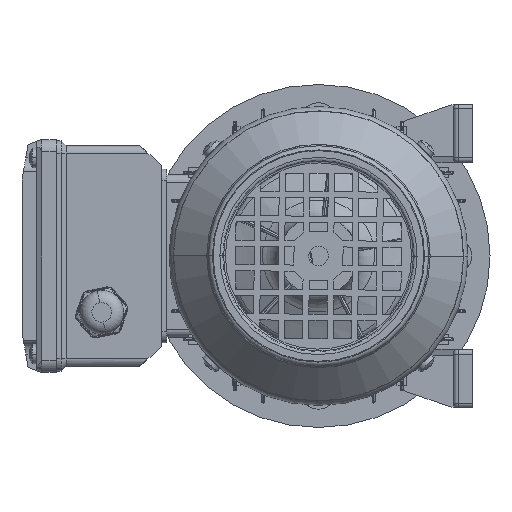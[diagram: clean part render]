
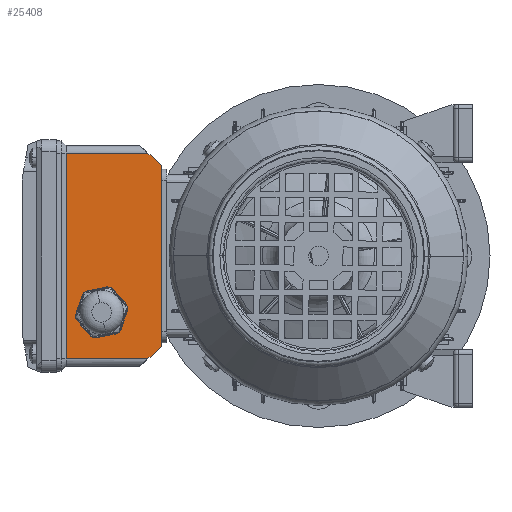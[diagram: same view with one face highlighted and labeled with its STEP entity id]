
A CAD part, left-side view. The second image highlights one B-rep face of the part: STEP entity #25408.
In plain terms, the highlighted face is planar.
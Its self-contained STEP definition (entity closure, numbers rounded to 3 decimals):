
#336 = VECTOR ( 'NONE', #35824, 1000. ) ;
#506 = ORIENTED_EDGE ( 'NONE', *, *, #35547, .T. ) ;
#1910 = ORIENTED_EDGE ( 'NONE', *, *, #124580, .F. ) ;
#1927 = ORIENTED_EDGE ( 'NONE', *, *, #48907, .F. ) ;
#2850 = VECTOR ( 'NONE', #13540, 1000. ) ;
#4225 = DIRECTION ( 'NONE',  ( 0.664, 0.747, 0. ) ) ;
#5845 = LINE ( 'NONE', #92908, #62900 ) ;
#6127 = CARTESIAN_POINT ( 'NONE',  ( 37., -45.5, -56.75 ) ) ;
#7792 = AXIS2_PLACEMENT_3D ( 'NONE', #56741, #98125, #37802 ) ;
#8090 = AXIS2_PLACEMENT_3D ( 'NONE', #23184, #70487, #100149 ) ;
#12733 = CARTESIAN_POINT ( 'NONE',  ( -42., -6.5, -56.75 ) ) ;
#13540 = DIRECTION ( 'NONE',  ( -1., 0., 0. ) ) ;
#17375 = VERTEX_POINT ( 'NONE', #12733 ) ;
#18247 = PLANE ( 'NONE',  #7792 ) ;
#22397 = LINE ( 'NONE', #60863, #2850 ) ;
#23184 = CARTESIAN_POINT ( 'NONE',  ( 23., -21., -56.75 ) ) ;
#24206 = CIRCLE ( 'NONE', #8090, 8. ) ;
#25408 = ADVANCED_FACE ( 'NONE', ( #47869, #80436 ), #18247, .F. ) ;
#26965 = CARTESIAN_POINT ( 'NONE',  ( 42., 0., -56.75 ) ) ;
#29229 = CARTESIAN_POINT ( 'NONE',  ( -37., -45.5, -56.75 ) ) ;
#30626 = EDGE_LOOP ( 'NONE', ( #111782, #506 ) ) ;
#33260 = EDGE_CURVE ( 'NONE', #36480, #102313, #60355, .T. ) ;
#35547 = EDGE_CURVE ( 'NONE', #120268, #37680, #24206, .T. ) ;
#35824 = DIRECTION ( 'NONE',  ( 0., -1., 0. ) ) ;
#35872 = VECTOR ( 'NONE', #4225, 1000. ) ;
#36036 = CARTESIAN_POINT ( 'NONE',  ( 15., -21., -56.75 ) ) ;
#36480 = VERTEX_POINT ( 'NONE', #6127 ) ;
#37680 = VERTEX_POINT ( 'NONE', #111366 ) ;
#37802 = DIRECTION ( 'NONE',  ( 1., 0., 0. ) ) ;
#38161 = EDGE_CURVE ( 'NONE', #109767, #102624, #5845, .T. ) ;
#40106 = ORIENTED_EDGE ( 'NONE', *, *, #80368, .T. ) ;
#40410 = ORIENTED_EDGE ( 'NONE', *, *, #121551, .T. ) ;
#43351 = LINE ( 'NONE', #63498, #99306 ) ;
#47869 = FACE_BOUND ( 'NONE', #30626, .T. ) ;
#48907 = EDGE_CURVE ( 'NONE', #64634, #17375, #22397, .T. ) ;
#53715 = DIRECTION ( 'NONE',  ( 1., 0., 0. ) ) ;
#56741 = CARTESIAN_POINT ( 'NONE',  ( 0., 0., -56.75 ) ) ;
#58205 = DIRECTION ( 'NONE',  ( 1., 0., 0. ) ) ;
#58900 = EDGE_LOOP ( 'NONE', ( #40106, #1927, #40410, #70146, #1910, #101190 ) ) ;
#60355 = LINE ( 'NONE', #100115, #35872 ) ;
#60686 = CARTESIAN_POINT ( 'NONE',  ( 23., -21., -56.75 ) ) ;
#60863 = CARTESIAN_POINT ( 'NONE',  ( 42., -6.5, -56.75 ) ) ;
#62900 = VECTOR ( 'NONE', #84050, 1000. ) ;
#63498 = CARTESIAN_POINT ( 'NONE',  ( -42., 0., -56.75 ) ) ;
#64107 = DIRECTION ( 'NONE',  ( 0., 1., 0. ) ) ;
#64279 = CARTESIAN_POINT ( 'NONE',  ( 42., -39.875, -56.75 ) ) ;
#64634 = VERTEX_POINT ( 'NONE', #81001 ) ;
#70146 = ORIENTED_EDGE ( 'NONE', *, *, #33260, .F. ) ;
#70487 = DIRECTION ( 'NONE',  ( 0., 0., 1. ) ) ;
#72772 = AXIS2_PLACEMENT_3D ( 'NONE', #60686, #111158, #53715 ) ;
#76405 = EDGE_CURVE ( 'NONE', #37680, #120268, #105006, .T. ) ;
#80368 = EDGE_CURVE ( 'NONE', #109767, #17375, #43351, .T. ) ;
#80436 = FACE_OUTER_BOUND ( 'NONE', #58900, .T. ) ;
#81001 = CARTESIAN_POINT ( 'NONE',  ( 42., -6.5, -56.75 ) ) ;
#84050 = DIRECTION ( 'NONE',  ( 0.664, -0.747, 0. ) ) ;
#92908 = CARTESIAN_POINT ( 'NONE',  ( -45., -36.5, -56.75 ) ) ;
#97497 = VECTOR ( 'NONE', #58205, 1000. ) ;
#98125 = DIRECTION ( 'NONE',  ( 0., 0., 1. ) ) ;
#99306 = VECTOR ( 'NONE', #64107, 1000. ) ;
#100115 = CARTESIAN_POINT ( 'NONE',  ( 45., -36.5, -56.75 ) ) ;
#100149 = DIRECTION ( 'NONE',  ( 1., 0., 0. ) ) ;
#101190 = ORIENTED_EDGE ( 'NONE', *, *, #38161, .F. ) ;
#102313 = VERTEX_POINT ( 'NONE', #64279 ) ;
#102624 = VERTEX_POINT ( 'NONE', #111492 ) ;
#105006 = CIRCLE ( 'NONE', #72772, 8. ) ;
#109767 = VERTEX_POINT ( 'NONE', #112491 ) ;
#111158 = DIRECTION ( 'NONE',  ( 0., 0., 1. ) ) ;
#111366 = CARTESIAN_POINT ( 'NONE',  ( 31., -21., -56.75 ) ) ;
#111492 = CARTESIAN_POINT ( 'NONE',  ( -37., -45.5, -56.75 ) ) ;
#111782 = ORIENTED_EDGE ( 'NONE', *, *, #76405, .T. ) ;
#112491 = CARTESIAN_POINT ( 'NONE',  ( -42., -39.875, -56.75 ) ) ;
#114364 = LINE ( 'NONE', #29229, #97497 ) ;
#120268 = VERTEX_POINT ( 'NONE', #36036 ) ;
#121551 = EDGE_CURVE ( 'NONE', #64634, #102313, #122191, .T. ) ;
#122191 = LINE ( 'NONE', #26965, #336 ) ;
#124580 = EDGE_CURVE ( 'NONE', #102624, #36480, #114364, .T. ) ;
